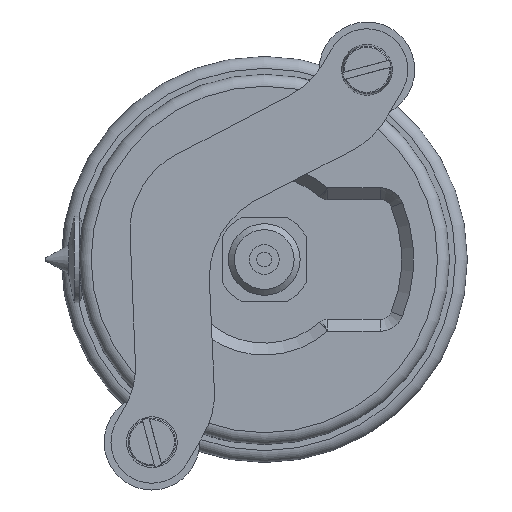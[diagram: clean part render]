
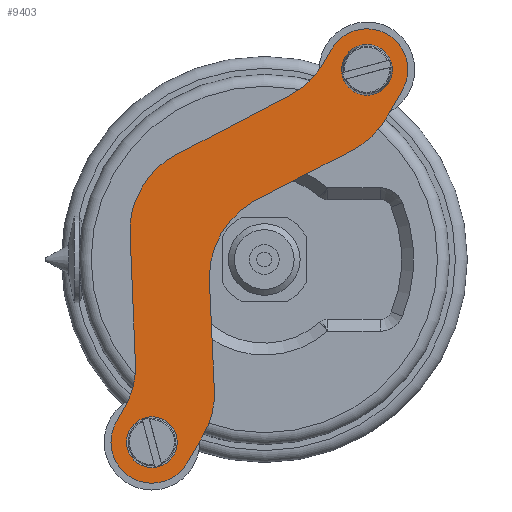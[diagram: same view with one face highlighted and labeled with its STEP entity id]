
A CAD part, left-side view. The second image highlights one B-rep face of the part: STEP entity #9403.
In plain terms, the highlighted planar face has unit normal (-1, 0, 0).
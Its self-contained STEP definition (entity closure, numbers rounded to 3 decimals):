
#454=PLANE('',#10173);
#545=FACE_BOUND('',#1717,.T.);
#546=FACE_BOUND('',#1718,.T.);
#1102=FACE_OUTER_BOUND('',#1716,.T.);
#1716=EDGE_LOOP('',(#8766,#8767,#8768,#8769,#8770,#8771,#8772,#8773,#8774,
#8775,#8776,#8777,#8778,#8779,#8780,#8781,#8782,#8783));
#1717=EDGE_LOOP('',(#8784,#8785));
#1718=EDGE_LOOP('',(#8786,#8787));
#2679=LINE('',#15947,#3668);
#2683=LINE('',#15959,#3672);
#2688=LINE('',#15977,#3677);
#2692=LINE('',#15989,#3681);
#2696=LINE('',#16001,#3685);
#2700=LINE('',#16013,#3689);
#2705=LINE('',#16031,#3694);
#2709=LINE('',#16043,#3698);
#3668=VECTOR('',#12548,10.);
#3672=VECTOR('',#12560,10.);
#3677=VECTOR('',#12579,10.);
#3681=VECTOR('',#12591,10.);
#3685=VECTOR('',#12603,10.);
#3689=VECTOR('',#12615,10.);
#3694=VECTOR('',#12634,10.);
#3698=VECTOR('',#12646,10.);
#3896=CIRCLE('',#10099,3.5);
#3897=CIRCLE('',#10100,3.5);
#3917=CIRCLE('',#10133,3.5);
#3918=CIRCLE('',#10134,3.5);
#3920=CIRCLE('',#10138,13.734);
#3922=CIRCLE('',#10142,13.433);
#3924=CIRCLE('',#10145,13.433);
#3926=CIRCLE('',#10149,13.734);
#3928=CIRCLE('',#10153,6.859);
#3930=CIRCLE('',#10157,13.734);
#3932=CIRCLE('',#10161,15.073);
#3934=CIRCLE('',#10164,15.073);
#3936=CIRCLE('',#10168,13.734);
#3938=CIRCLE('',#10172,6.859);
#4827=VERTEX_POINT('',#15861);
#4828=VERTEX_POINT('',#15862);
#4851=VERTEX_POINT('',#15935);
#4852=VERTEX_POINT('',#15936);
#4855=VERTEX_POINT('',#15944);
#4856=VERTEX_POINT('',#15946);
#4858=VERTEX_POINT('',#15952);
#4860=VERTEX_POINT('',#15958);
#4862=VERTEX_POINT('',#15964);
#4864=VERTEX_POINT('',#15970);
#4866=VERTEX_POINT('',#15976);
#4868=VERTEX_POINT('',#15982);
#4870=VERTEX_POINT('',#15988);
#4872=VERTEX_POINT('',#15994);
#4874=VERTEX_POINT('',#16000);
#4876=VERTEX_POINT('',#16006);
#4878=VERTEX_POINT('',#16012);
#4880=VERTEX_POINT('',#16018);
#4882=VERTEX_POINT('',#16024);
#4884=VERTEX_POINT('',#16030);
#4886=VERTEX_POINT('',#16036);
#4888=VERTEX_POINT('',#16042);
#6106=EDGE_CURVE('',#4827,#4828,#3896,.T.);
#6107=EDGE_CURVE('',#4828,#4827,#3897,.T.);
#6139=EDGE_CURVE('',#4851,#4852,#3917,.T.);
#6140=EDGE_CURVE('',#4852,#4851,#3918,.T.);
#6144=EDGE_CURVE('',#4856,#4855,#2679,.T.);
#6147=EDGE_CURVE('',#4858,#4856,#3920,.T.);
#6150=EDGE_CURVE('',#4860,#4858,#2683,.T.);
#6153=EDGE_CURVE('',#4862,#4860,#3922,.T.);
#6156=EDGE_CURVE('',#4864,#4862,#3924,.T.);
#6159=EDGE_CURVE('',#4866,#4864,#2688,.T.);
#6162=EDGE_CURVE('',#4868,#4866,#3926,.T.);
#6165=EDGE_CURVE('',#4870,#4868,#2692,.T.);
#6168=EDGE_CURVE('',#4872,#4870,#3928,.T.);
#6171=EDGE_CURVE('',#4874,#4872,#2696,.T.);
#6174=EDGE_CURVE('',#4876,#4874,#3930,.T.);
#6177=EDGE_CURVE('',#4878,#4876,#2700,.T.);
#6180=EDGE_CURVE('',#4880,#4878,#3932,.T.);
#6183=EDGE_CURVE('',#4882,#4880,#3934,.T.);
#6186=EDGE_CURVE('',#4884,#4882,#2705,.T.);
#6189=EDGE_CURVE('',#4886,#4884,#3936,.T.);
#6192=EDGE_CURVE('',#4888,#4886,#2709,.T.);
#6195=EDGE_CURVE('',#4855,#4888,#3938,.T.);
#8766=ORIENTED_EDGE('',*,*,#6195,.T.);
#8767=ORIENTED_EDGE('',*,*,#6192,.T.);
#8768=ORIENTED_EDGE('',*,*,#6189,.T.);
#8769=ORIENTED_EDGE('',*,*,#6186,.T.);
#8770=ORIENTED_EDGE('',*,*,#6183,.T.);
#8771=ORIENTED_EDGE('',*,*,#6180,.T.);
#8772=ORIENTED_EDGE('',*,*,#6177,.T.);
#8773=ORIENTED_EDGE('',*,*,#6174,.T.);
#8774=ORIENTED_EDGE('',*,*,#6171,.T.);
#8775=ORIENTED_EDGE('',*,*,#6168,.T.);
#8776=ORIENTED_EDGE('',*,*,#6165,.T.);
#8777=ORIENTED_EDGE('',*,*,#6162,.T.);
#8778=ORIENTED_EDGE('',*,*,#6159,.T.);
#8779=ORIENTED_EDGE('',*,*,#6156,.T.);
#8780=ORIENTED_EDGE('',*,*,#6153,.T.);
#8781=ORIENTED_EDGE('',*,*,#6150,.T.);
#8782=ORIENTED_EDGE('',*,*,#6147,.T.);
#8783=ORIENTED_EDGE('',*,*,#6144,.T.);
#8784=ORIENTED_EDGE('',*,*,#6139,.T.);
#8785=ORIENTED_EDGE('',*,*,#6140,.T.);
#8786=ORIENTED_EDGE('',*,*,#6106,.T.);
#8787=ORIENTED_EDGE('',*,*,#6107,.T.);
#9403=ADVANCED_FACE('',(#1102,#545,#546),#454,.T.);
#10099=AXIS2_PLACEMENT_3D('',#15863,#12461,#12462);
#10100=AXIS2_PLACEMENT_3D('',#15864,#12463,#12464);
#10133=AXIS2_PLACEMENT_3D('',#15937,#12539,#12540);
#10134=AXIS2_PLACEMENT_3D('',#15938,#12541,#12542);
#10138=AXIS2_PLACEMENT_3D('',#15953,#12554,#12555);
#10142=AXIS2_PLACEMENT_3D('',#15965,#12566,#12567);
#10145=AXIS2_PLACEMENT_3D('',#15971,#12573,#12574);
#10149=AXIS2_PLACEMENT_3D('',#15983,#12585,#12586);
#10153=AXIS2_PLACEMENT_3D('',#15995,#12597,#12598);
#10157=AXIS2_PLACEMENT_3D('',#16007,#12609,#12610);
#10161=AXIS2_PLACEMENT_3D('',#16019,#12621,#12622);
#10164=AXIS2_PLACEMENT_3D('',#16025,#12628,#12629);
#10168=AXIS2_PLACEMENT_3D('',#16037,#12640,#12641);
#10172=AXIS2_PLACEMENT_3D('',#16047,#12652,#12653);
#10173=AXIS2_PLACEMENT_3D('',#16048,#12654,#12655);
#12461=DIRECTION('center_axis',(1.,0.,0.));
#12462=DIRECTION('ref_axis',(0.,0.5,-0.866));
#12463=DIRECTION('center_axis',(1.,0.,0.));
#12464=DIRECTION('ref_axis',(0.,0.5,-0.866));
#12539=DIRECTION('center_axis',(1.,0.,0.));
#12540=DIRECTION('ref_axis',(0.,0.5,-0.866));
#12541=DIRECTION('center_axis',(1.,0.,0.));
#12542=DIRECTION('ref_axis',(0.,0.5,-0.866));
#12548=DIRECTION('',(0.,0.498,-0.867));
#12554=DIRECTION('center_axis',(1.,0.,0.));
#12555=DIRECTION('ref_axis',(0.,0.867,0.498));
#12560=DIRECTION('',(0.,-0.041,-0.999));
#12566=DIRECTION('center_axis',(-1.,0.,0.));
#12567=DIRECTION('ref_axis',(0.,0.854,0.52));
#12573=DIRECTION('center_axis',(-1.,0.,0.));
#12574=DIRECTION('ref_axis',(0.,0.438,0.899));
#12579=DIRECTION('',(0.,0.886,-0.464));
#12585=DIRECTION('center_axis',(1.,0.,0.));
#12586=DIRECTION('ref_axis',(0.,0.464,0.886));
#12591=DIRECTION('',(0.,0.502,-0.865));
#12597=DIRECTION('center_axis',(-1.,0.,0.));
#12598=DIRECTION('ref_axis',(0.,-0.866,-0.5));
#12603=DIRECTION('',(0.,-0.5,0.866));
#12609=DIRECTION('center_axis',(-1.,0.,0.));
#12610=DIRECTION('ref_axis',(0.,-0.461,-0.888));
#12615=DIRECTION('',(0.,-0.888,0.461));
#12621=DIRECTION('center_axis',(1.,0.,0.));
#12622=DIRECTION('ref_axis',(0.,-0.51,-0.86));
#12628=DIRECTION('center_axis',(1.,0.,0.));
#12629=DIRECTION('ref_axis',(0.,-0.869,-0.494));
#12634=DIRECTION('',(0.,0.045,0.999));
#12640=DIRECTION('center_axis',(-1.,0.,0.));
#12641=DIRECTION('ref_axis',(0.,-0.866,-0.5));
#12646=DIRECTION('',(0.,-0.5,0.866));
#12652=DIRECTION('center_axis',(-1.,0.,0.));
#12653=DIRECTION('ref_axis',(0.,0.866,0.5));
#12654=DIRECTION('center_axis',(-1.,0.,0.));
#12655=DIRECTION('ref_axis',(0.,0.866,0.5));
#15861=CARTESIAN_POINT('',(-6.5,20.566,-33.621));
#15862=CARTESIAN_POINT('',(-6.5,17.066,-27.559));
#15863=CARTESIAN_POINT('Origin',(-6.5,18.816,-30.59));
#15864=CARTESIAN_POINT('Origin',(-6.5,18.816,-30.59));
#15935=CARTESIAN_POINT('',(-6.5,-15.434,28.732));
#15936=CARTESIAN_POINT('',(-6.5,-18.934,34.795));
#15937=CARTESIAN_POINT('Origin',(-6.5,-17.184,31.763));
#15938=CARTESIAN_POINT('Origin',(-6.5,-17.184,31.763));
#15944=CARTESIAN_POINT('',(-6.5,24.756,-27.161));
#15946=CARTESIAN_POINT('',(-6.5,23.39,-24.784));
#15947=CARTESIAN_POINT('',(-6.5,23.39,-24.784));
#15952=CARTESIAN_POINT('',(-6.5,21.577,-17.379));
#15953=CARTESIAN_POINT('Origin',(-6.5,35.299,-17.944));
#15958=CARTESIAN_POINT('',(-6.5,22.459,4.043));
#15959=CARTESIAN_POINT('',(-6.5,22.459,4.043));
#15964=CARTESIAN_POINT('',(-6.5,20.534,11.97));
#15965=CARTESIAN_POINT('Origin',(-6.5,9.059,4.985));
#15970=CARTESIAN_POINT('',(-6.5,14.631,17.602));
#15971=CARTESIAN_POINT('Origin',(-6.5,8.747,5.526));
#15976=CARTESIAN_POINT('',(-6.5,-4.362,27.549));
#15977=CARTESIAN_POINT('',(-6.5,-4.362,27.549));
#15982=CARTESIAN_POINT('',(-6.5,-9.868,32.822));
#15983=CARTESIAN_POINT('Origin',(-6.5,2.01,39.715));
#15988=CARTESIAN_POINT('',(-6.5,-11.244,35.193));
#15989=CARTESIAN_POINT('',(-6.5,-11.244,35.193));
#15994=CARTESIAN_POINT('',(-6.5,-23.124,28.334));
#15995=CARTESIAN_POINT('Origin',(-6.5,-17.184,31.763));
#16000=CARTESIAN_POINT('',(-6.5,-20.437,23.681));
#16001=CARTESIAN_POINT('',(-6.5,-20.437,23.681));
#16006=CARTESIAN_POINT('',(-6.5,-14.868,18.357));
#16007=CARTESIAN_POINT('Origin',(-6.5,-8.544,30.548));
#16012=CARTESIAN_POINT('',(-6.5,1.932,9.642));
#16013=CARTESIAN_POINT('',(-6.5,1.932,9.642));
#16018=CARTESIAN_POINT('',(-6.5,7.247,4.3));
#16019=CARTESIAN_POINT('Origin',(-6.5,-5.756,-3.323));
#16024=CARTESIAN_POINT('',(-6.5,9.216,-2.975));
#16025=CARTESIAN_POINT('Origin',(-6.5,-5.856,-3.15));
#16030=CARTESIAN_POINT('',(-6.5,8.364,-21.882));
#16031=CARTESIAN_POINT('',(-6.5,8.364,-21.882));
#16036=CARTESIAN_POINT('',(-6.5,10.19,-29.367));
#16037=CARTESIAN_POINT('Origin',(-6.5,22.084,-22.5));
#16042=CARTESIAN_POINT('',(-6.5,12.876,-34.02));
#16043=CARTESIAN_POINT('',(-6.5,12.876,-34.02));
#16047=CARTESIAN_POINT('Origin',(-6.5,18.816,-30.59));
#16048=CARTESIAN_POINT('Origin',(-6.5,7.707,4.565));
